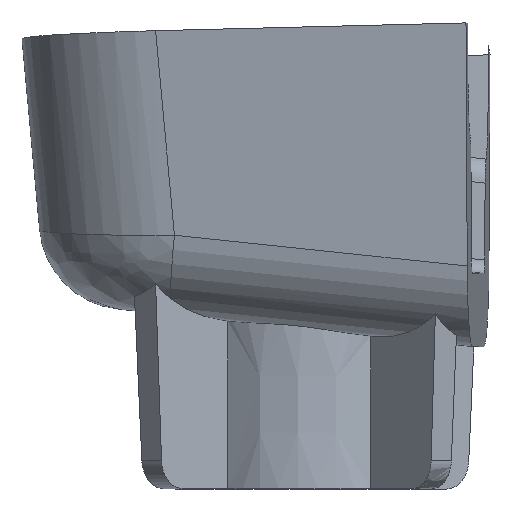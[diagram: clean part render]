
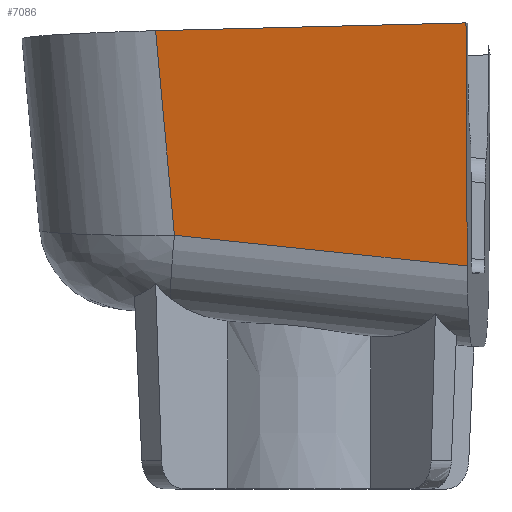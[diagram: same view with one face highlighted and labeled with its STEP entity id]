
A CAD part, top view. The second image highlights one B-rep face of the part: STEP entity #7086.
In plain terms, the highlighted planar face has unit normal (-0.075, -0.087, 0.993).
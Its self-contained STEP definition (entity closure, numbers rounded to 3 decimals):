
#7086 = ADVANCED_FACE('',(#7087),#7101,.T.);
#7087 = FACE_BOUND('',#7088,.T.);
#7088 = EDGE_LOOP('',(#7089,#7112,#7130,#7146));
#7089 = ORIENTED_EDGE('',*,*,#7090,.F.);
#7090 = EDGE_CURVE('',#7091,#7093,#7095,.T.);
#7091 = VERTEX_POINT('',#7092);
#7092 = CARTESIAN_POINT('',(1694.741,-707.34,
    1246.057));
#7093 = VERTEX_POINT('',#7094);
#7094 = CARTESIAN_POINT('',(1694.783,-715.657,
    1245.33));
#7095 = SURFACE_CURVE('',#7096,(#7100),.PCURVE_S1.);
#7096 = LINE('',#7097,#7098);
#7097 = CARTESIAN_POINT('',(1694.699,-699.093,
    1246.777));
#7098 = VECTOR('',#7099,1.);
#7099 = DIRECTION('',(0.005,-0.996,
    -0.087));
#7100 = PCURVE('',#7101,#7106);
#7101 = PLANE('',#7102);
#7102 = AXIS2_PLACEMENT_3D('',#7103,#7104,#7105);
#7103 = CARTESIAN_POINT('',(1694.749,-709.017,
    1245.91));
#7104 = DIRECTION('',(-0.075,-0.087,
    0.993));
#7105 = DIRECTION('',(0.,-0.996,
    -0.087));
#7106 = DEFINITIONAL_REPRESENTATION('',(#7107),#7111);
#7107 = LINE('',#7108,#7109);
#7108 = CARTESIAN_POINT('',(-9.962,-0.051));
#7109 = VECTOR('',#7110,1.);
#7110 = DIRECTION('',(1.,0.005));
#7111 = ( GEOMETRIC_REPRESENTATION_CONTEXT(2) 
PARAMETRIC_REPRESENTATION_CONTEXT() REPRESENTATION_CONTEXT('2D SPACE',''
  ) );
#7112 = ORIENTED_EDGE('',*,*,#7113,.T.);
#7113 = EDGE_CURVE('',#7091,#7114,#7116,.T.);
#7114 = VERTEX_POINT('',#7115);
#7115 = CARTESIAN_POINT('',(1684.119,-707.606,
    1245.228));
#7116 = SURFACE_CURVE('',#7117,(#7122),.PCURVE_S1.);
#7117 = B_SPLINE_CURVE_WITH_KNOTS('',3,(#7118,#7119,#7120,#7121),
  .UNSPECIFIED.,.F.,.F.,(4,4),(0.,1.),.PIECEWISE_BEZIER_KNOTS.);
#7118 = CARTESIAN_POINT('',(1694.741,-707.34,
    1246.057));
#7119 = CARTESIAN_POINT('',(1691.2,-707.416,
    1245.782));
#7120 = CARTESIAN_POINT('',(1687.659,-707.503,
    1245.506));
#7121 = CARTESIAN_POINT('',(1684.119,-707.606,
    1245.228));
#7122 = PCURVE('',#7101,#7123);
#7123 = DEFINITIONAL_REPRESENTATION('',(#7124),#7129);
#7124 = B_SPLINE_CURVE_WITH_KNOTS('',3,(#7125,#7126,#7127,#7128),
  .UNSPECIFIED.,.F.,.F.,(4,4),(0.,1.),.PIECEWISE_BEZIER_KNOTS.);
#7125 = CARTESIAN_POINT('',(-1.683,-0.009));
#7126 = CARTESIAN_POINT('',(-1.584,-3.559));
#7127 = CARTESIAN_POINT('',(-1.473,-7.11));
#7128 = CARTESIAN_POINT('',(-1.346,-10.66));
#7129 = ( GEOMETRIC_REPRESENTATION_CONTEXT(2) 
PARAMETRIC_REPRESENTATION_CONTEXT() REPRESENTATION_CONTEXT('2D SPACE',''
  ) );
#7130 = ORIENTED_EDGE('',*,*,#7131,.T.);
#7131 = EDGE_CURVE('',#7114,#7132,#7134,.T.);
#7132 = VERTEX_POINT('',#7133);
#7133 = CARTESIAN_POINT('',(1684.765,-714.602,
    1244.663));
#7134 = SURFACE_CURVE('',#7135,(#7139),.PCURVE_S1.);
#7135 = LINE('',#7136,#7137);
#7136 = CARTESIAN_POINT('',(1684.332,-709.909,
    1245.042));
#7137 = VECTOR('',#7138,1.);
#7138 = DIRECTION('',(0.092,-0.993,
    -0.08));
#7139 = PCURVE('',#7101,#7140);
#7140 = DEFINITIONAL_REPRESENTATION('',(#7141),#7145);
#7141 = LINE('',#7142,#7143);
#7142 = CARTESIAN_POINT('',(0.964,-10.447));
#7143 = VECTOR('',#7144,1.);
#7144 = DIRECTION('',(0.996,0.092));
#7145 = ( GEOMETRIC_REPRESENTATION_CONTEXT(2) 
PARAMETRIC_REPRESENTATION_CONTEXT() REPRESENTATION_CONTEXT('2D SPACE',''
  ) );
#7146 = ORIENTED_EDGE('',*,*,#7147,.T.);
#7147 = EDGE_CURVE('',#7132,#7093,#7148,.T.);
#7148 = SURFACE_CURVE('',#7149,(#7153),.PCURVE_S1.);
#7149 = LINE('',#7150,#7151);
#7150 = CARTESIAN_POINT('',(1694.099,-715.585,
    1245.285));
#7151 = VECTOR('',#7152,1.);
#7152 = DIRECTION('',(0.992,-0.105,0.066)
  );
#7153 = PCURVE('',#7101,#7154);
#7154 = DEFINITIONAL_REPRESENTATION('',(#7155),#7159);
#7155 = LINE('',#7156,#7157);
#7156 = CARTESIAN_POINT('',(6.598,-0.652));
#7157 = VECTOR('',#7158,1.);
#7158 = DIRECTION('',(0.098,0.995));
#7159 = ( GEOMETRIC_REPRESENTATION_CONTEXT(2) 
PARAMETRIC_REPRESENTATION_CONTEXT() REPRESENTATION_CONTEXT('2D SPACE',''
  ) );
